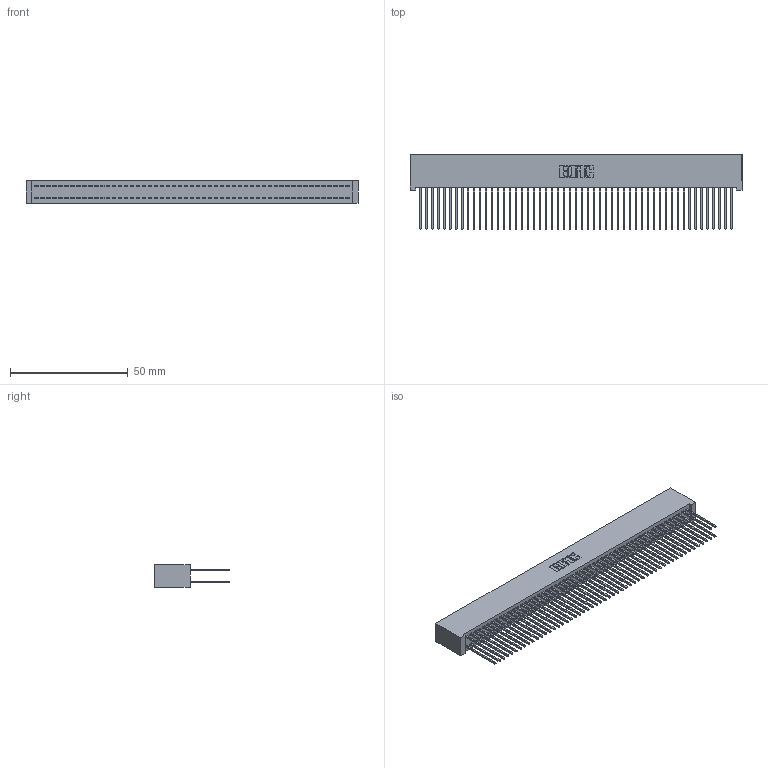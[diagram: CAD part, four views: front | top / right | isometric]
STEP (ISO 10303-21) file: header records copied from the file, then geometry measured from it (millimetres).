
FILE_DESCRIPTION (( 'STEP AP203' ), '1' );
FILE_NAME ('342-106-542-201.STEP', '2018-08-14T07:01:36', ( '' ), ( '' ), 'SwSTEP 2.0', 'SolidWorks 2016', '' );
FILE_SCHEMA (( 'CONFIG_CONTROL_DESIGN' ));
Length unit declared in the file: inch
Products named in the file (3): 342 Part_Lugless; 345-292-001_345-293-142; 342-106-542-201
Assembly tree (107 placements, depth 2):
  342-106-542-201
    342 Part_Lugless
    345-292-001_345-293-142  x106
Bounding box: 140.87 x 31.63 x 9.4 mm (x, y, z)
Volume: 13642.7 mm3; surface area: 25141.7 mm2
Topology: 107 solids, 107 shells, 5614 faces, 16705 edges, 10994 vertices
Faces by surface type: plane 3878, cylinder 1736
Entity records: 32283 total; most frequent: CARTESIAN_POINT 5334, ORIENTED_EDGE 5270, DIRECTION 4531, EDGE_CURVE 2635, VECTOR 2515, LINE 2515, VERTEX_POINT 1754, AXIS2_PLACEMENT_3D 1008
